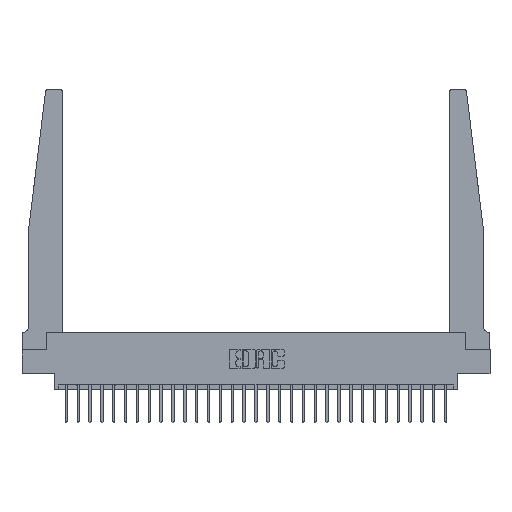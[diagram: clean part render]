
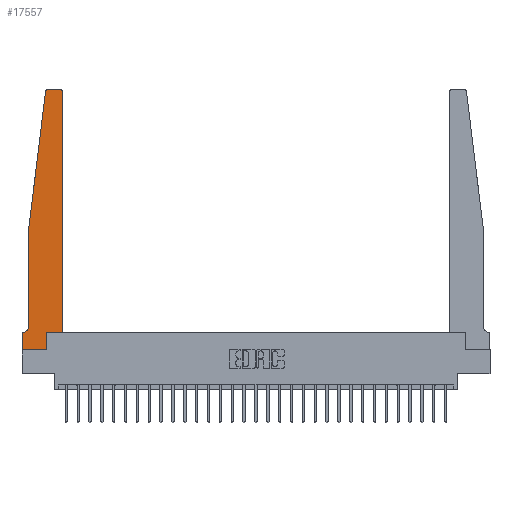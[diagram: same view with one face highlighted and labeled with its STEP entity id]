
A CAD part, top view. The second image highlights one B-rep face of the part: STEP entity #17557.
In plain terms, the highlighted planar face has unit normal (0, 0, 1).
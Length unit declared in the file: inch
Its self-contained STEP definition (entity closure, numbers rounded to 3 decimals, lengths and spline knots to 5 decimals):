
#194 = DIRECTION ( 'NONE',  ( 0., 0., 1. ) ) ;
#427 = DIRECTION ( 'NONE',  ( 0., 1., 0. ) ) ;
#469 = DIRECTION ( 'NONE',  ( 1., 0., 0. ) ) ;
#489 = CARTESIAN_POINT ( 'NONE',  ( 0.065, 1.25, 0.37 ) ) ;
#536 = ORIENTED_EDGE ( 'NONE', *, *, #5941, .T. ) ;
#642 = CARTESIAN_POINT ( 'NONE',  ( 0.425, 2.72, 0.37 ) ) ;
#900 = CARTESIAN_POINT ( 'NONE',  ( 0.2605, 0.18, 0.37 ) ) ;
#1102 = ORIENTED_EDGE ( 'NONE', *, *, #1985, .T. ) ;
#1277 = CARTESIAN_POINT ( 'NONE',  ( 0.27653, 2.72, 0.37 ) ) ;
#1971 = VECTOR ( 'NONE', #3034, 39.37008 ) ;
#1985 = EDGE_CURVE ( 'NONE', #20805, #10263, #25949, .T. ) ;
#2188 = ORIENTED_EDGE ( 'NONE', *, *, #3978, .T. ) ;
#2337 = DIRECTION ( 'NONE',  ( -1., 0., 0. ) ) ;
#2890 = LINE ( 'NONE', #5157, #19352 ) ;
#3020 = ORIENTED_EDGE ( 'NONE', *, *, #6329, .T. ) ;
#3034 = DIRECTION ( 'NONE',  ( 0., -1., 0. ) ) ;
#3086 = VERTEX_POINT ( 'NONE', #5856 ) ;
#3924 = DIRECTION ( 'NONE',  ( 0., 0., 1. ) ) ;
#3978 = EDGE_CURVE ( 'NONE', #23776, #19162, #26506, .T. ) ;
#4038 = CARTESIAN_POINT ( 'NONE',  ( 0.395, 2.75, 0.37 ) ) ;
#4290 = CARTESIAN_POINT ( 'NONE',  ( 0., 0.1875, 0.37 ) ) ;
#4345 = LINE ( 'NONE', #16891, #13951 ) ;
#4430 = CARTESIAN_POINT ( 'NONE',  ( 0.2605, 0.18, 0.37 ) ) ;
#5085 = CARTESIAN_POINT ( 'NONE',  ( 0.065, 1.25, 0.37 ) ) ;
#5157 = CARTESIAN_POINT ( 'NONE',  ( 0.425, 0.18, 0.37 ) ) ;
#5472 = CIRCLE ( 'NONE', #20030, 0.05 ) ;
#5663 = DIRECTION ( 'NONE',  ( 1., 0., 0. ) ) ;
#5856 = CARTESIAN_POINT ( 'NONE',  ( 0., 0., 0.37 ) ) ;
#5941 = EDGE_CURVE ( 'NONE', #19162, #11042, #2890, .T. ) ;
#6075 = CARTESIAN_POINT ( 'NONE',  ( 0., 0., 0.37 ) ) ;
#6270 = ORIENTED_EDGE ( 'NONE', *, *, #13497, .T. ) ;
#6329 = EDGE_CURVE ( 'NONE', #13419, #20805, #4345, .T. ) ;
#6442 = ORIENTED_EDGE ( 'NONE', *, *, #6895, .T. ) ;
#6468 = VECTOR ( 'NONE', #27007, 39.37008 ) ;
#6895 = EDGE_CURVE ( 'NONE', #16690, #15508, #18529, .T. ) ;
#7175 = AXIS2_PLACEMENT_3D ( 'NONE', #22372, #194, #469 ) ;
#7910 = CARTESIAN_POINT ( 'NONE',  ( 0., 0., 0.37 ) ) ;
#7936 = CARTESIAN_POINT ( 'NONE',  ( 0.425, 0.18, 0.37 ) ) ;
#8354 = EDGE_CURVE ( 'NONE', #14484, #16875, #10526, .T. ) ;
#8981 = EDGE_LOOP ( 'NONE', ( #3020, #1102, #24995, #6442, #23788, #20358, #27153, #18652, #2188, #536, #16412, #6270 ) ) ;
#9501 = LINE ( 'NONE', #26604, #14135 ) ;
#10263 = VERTEX_POINT ( 'NONE', #18612 ) ;
#10448 = DIRECTION ( 'NONE',  ( -1., 0., 0. ) ) ;
#10473 = AXIS2_PLACEMENT_3D ( 'NONE', #1277, #16368, #5663 ) ;
#10526 = LINE ( 'NONE', #17246, #21147 ) ;
#11042 = VERTEX_POINT ( 'NONE', #7936 ) ;
#11700 = DIRECTION ( 'NONE',  ( 1., 0., 0. ) ) ;
#12849 = EDGE_CURVE ( 'NONE', #16875, #3086, #27422, .T. ) ;
#13120 = VERTEX_POINT ( 'NONE', #642 ) ;
#13419 = VERTEX_POINT ( 'NONE', #4038 ) ;
#13497 = EDGE_CURVE ( 'NONE', #13120, #13419, #26268, .T. ) ;
#13951 = VECTOR ( 'NONE', #10448, 39.37008 ) ;
#14057 = LINE ( 'NONE', #5085, #6468 ) ;
#14076 = EDGE_CURVE ( 'NONE', #10263, #16690, #14057, .T. ) ;
#14135 = VECTOR ( 'NONE', #427, 39.37008 ) ;
#14484 = VERTEX_POINT ( 'NONE', #20422 ) ;
#14767 = DIRECTION ( 'NONE',  ( 1., 0., 0. ) ) ;
#15508 = VERTEX_POINT ( 'NONE', #21885 ) ;
#16368 = DIRECTION ( 'NONE',  ( 0., 0., 1. ) ) ;
#16412 = ORIENTED_EDGE ( 'NONE', *, *, #20911, .T. ) ;
#16418 = CARTESIAN_POINT ( 'NONE',  ( 0.065, 1.25, 0.37 ) ) ;
#16615 = PLANE ( 'NONE',  #19061 ) ;
#16690 = VERTEX_POINT ( 'NONE', #489 ) ;
#16875 = VERTEX_POINT ( 'NONE', #4290 ) ;
#16891 = CARTESIAN_POINT ( 'NONE',  ( 0.25, 2.75, 0.37 ) ) ;
#17246 = CARTESIAN_POINT ( 'NONE',  ( 0.065, 0.1875, 0.37 ) ) ;
#17557 = ADVANCED_FACE ( 'NONE', ( #27410 ), #16615, .T. ) ;
#18365 = CARTESIAN_POINT ( 'NONE',  ( 0.015, 0.2375, 0.37 ) ) ;
#18529 = LINE ( 'NONE', #16418, #1971 ) ;
#18612 = CARTESIAN_POINT ( 'NONE',  ( 0.24675, 2.72367, 0.37 ) ) ;
#18652 = ORIENTED_EDGE ( 'NONE', *, *, #21248, .T. ) ;
#19005 = VECTOR ( 'NONE', #27150, 39.37008 ) ;
#19061 = AXIS2_PLACEMENT_3D ( 'NONE', #25272, #3924, #27827 ) ;
#19162 = VERTEX_POINT ( 'NONE', #4430 ) ;
#19223 = DIRECTION ( 'NONE',  ( -1., 0., 0. ) ) ;
#19352 = VECTOR ( 'NONE', #11700, 39.37008 ) ;
#19987 = DIRECTION ( 'NONE',  ( 0., 0., -1. ) ) ;
#20030 = AXIS2_PLACEMENT_3D ( 'NONE', #18365, #19987, #2337 ) ;
#20352 = EDGE_CURVE ( 'NONE', #15508, #14484, #5472, .T. ) ;
#20358 = ORIENTED_EDGE ( 'NONE', *, *, #8354, .T. ) ;
#20422 = CARTESIAN_POINT ( 'NONE',  ( 0.015, 0.1875, 0.37 ) ) ;
#20785 = VECTOR ( 'NONE', #25836, 39.37008 ) ;
#20805 = VERTEX_POINT ( 'NONE', #28049 ) ;
#20911 = EDGE_CURVE ( 'NONE', #11042, #13120, #9501, .T. ) ;
#21147 = VECTOR ( 'NONE', #19223, 39.37008 ) ;
#21248 = EDGE_CURVE ( 'NONE', #3086, #23776, #25571, .T. ) ;
#21599 = CARTESIAN_POINT ( 'NONE',  ( 0.2605, 0., 0.37 ) ) ;
#21885 = CARTESIAN_POINT ( 'NONE',  ( 0.065, 0.2375, 0.37 ) ) ;
#22372 = CARTESIAN_POINT ( 'NONE',  ( 0.395, 2.72, 0.37 ) ) ;
#23776 = VERTEX_POINT ( 'NONE', #21599 ) ;
#23788 = ORIENTED_EDGE ( 'NONE', *, *, #20352, .T. ) ;
#24995 = ORIENTED_EDGE ( 'NONE', *, *, #14076, .T. ) ;
#25272 = CARTESIAN_POINT ( 'NONE',  ( 0., 0.1875, 0.37 ) ) ;
#25571 = LINE ( 'NONE', #6075, #26878 ) ;
#25836 = DIRECTION ( 'NONE',  ( 0., 1., 0. ) ) ;
#25949 = CIRCLE ( 'NONE', #10473, 0.03 ) ;
#26268 = CIRCLE ( 'NONE', #7175, 0.03 ) ;
#26506 = LINE ( 'NONE', #900, #20785 ) ;
#26604 = CARTESIAN_POINT ( 'NONE',  ( 0.425, 0.18, 0.37 ) ) ;
#26878 = VECTOR ( 'NONE', #14767, 39.37008 ) ;
#27007 = DIRECTION ( 'NONE',  ( -0.122, -0.992, 0. ) ) ;
#27150 = DIRECTION ( 'NONE',  ( 0., -1., 0. ) ) ;
#27153 = ORIENTED_EDGE ( 'NONE', *, *, #12849, .T. ) ;
#27410 = FACE_OUTER_BOUND ( 'NONE', #8981, .T. ) ;
#27422 = LINE ( 'NONE', #7910, #19005 ) ;
#27827 = DIRECTION ( 'NONE',  ( 1., 0., 0. ) ) ;
#28049 = CARTESIAN_POINT ( 'NONE',  ( 0.27653, 2.75, 0.37 ) ) ;
